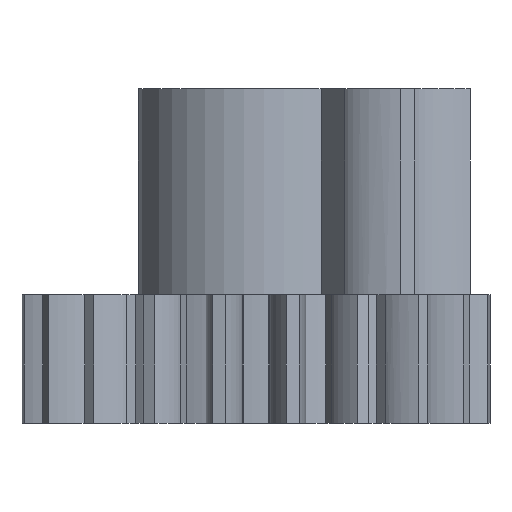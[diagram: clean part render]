
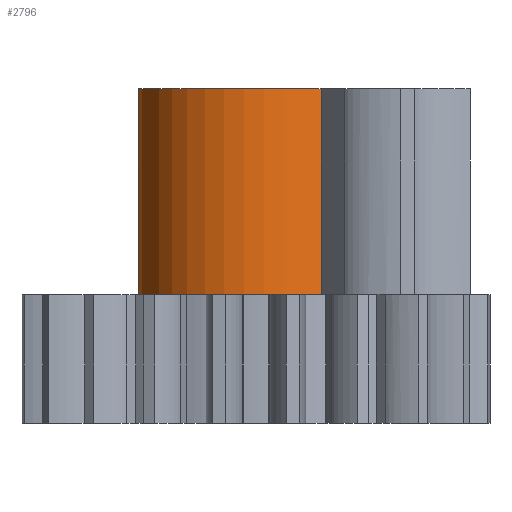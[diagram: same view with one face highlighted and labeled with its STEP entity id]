
A CAD part, left-side view. The second image highlights one B-rep face of the part: STEP entity #2796.
In plain terms, the highlighted cylindrical face has radius 6.875 mm (diameter 13.75 mm), a partial arc.
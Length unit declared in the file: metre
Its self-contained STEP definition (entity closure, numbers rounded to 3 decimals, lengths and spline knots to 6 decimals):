
#14=CYLINDRICAL_SURFACE('',#2962,0.006875);
#89=LINE('',#3965,#365);
#105=LINE('',#4364,#381);
#365=VECTOR('',#3127,1.);
#381=VECTOR('',#3149,1.);
#642=CIRCLE('',#2963,0.006875);
#643=CIRCLE('',#2964,0.006875);
#764=ORIENTED_EDGE('',*,*,#1624,.F.);
#765=ORIENTED_EDGE('',*,*,#1608,.T.);
#766=ORIENTED_EDGE('',*,*,#1625,.T.);
#767=ORIENTED_EDGE('',*,*,#1580,.F.);
#1580=EDGE_CURVE('',#2014,#2016,#89,.T.);
#1608=EDGE_CURVE('',#2034,#2035,#105,.T.);
#1624=EDGE_CURVE('',#2034,#2014,#642,.T.);
#1625=EDGE_CURVE('',#2035,#2016,#643,.T.);
#2014=VERTEX_POINT('',#3963);
#2016=VERTEX_POINT('',#3966);
#2034=VERTEX_POINT('',#4361);
#2035=VERTEX_POINT('',#4363);
#2407=EDGE_LOOP('',(#764,#765,#766,#767));
#2561=FACE_BOUND('',#2407,.T.);
#2796=ADVANCED_FACE('',(#2561),#14,.T.);
#2962=AXIS2_PLACEMENT_3D('',#4482,#3172,#3173);
#2963=AXIS2_PLACEMENT_3D('',#4483,#3174,#3175);
#2964=AXIS2_PLACEMENT_3D('',#4484,#3176,#3177);
#3127=DIRECTION('',(0.,0.,-1.));
#3149=DIRECTION('',(0.,0.,-1.));
#3172=DIRECTION('',(0.,0.,-1.));
#3173=DIRECTION('',(1.,0.,0.));
#3174=DIRECTION('',(0.,0.,1.));
#3175=DIRECTION('',(-1.,0.,0.));
#3176=DIRECTION('',(0.,0.,1.));
#3177=DIRECTION('',(-1.,0.,0.));
#3963=CARTESIAN_POINT('',(0.013014,-0.00379,0.027));
#3965=CARTESIAN_POINT('',(0.013014,-0.00379,0.03));
#3966=CARTESIAN_POINT('',(0.013014,-0.00379,0.015));
#4361=CARTESIAN_POINT('',(0.024486,-0.00379,0.027));
#4363=CARTESIAN_POINT('',(0.024486,-0.00379,0.015));
#4364=CARTESIAN_POINT('',(0.024486,-0.00379,0.03));
#4482=CARTESIAN_POINT('',(0.01875,0.,0.03));
#4483=CARTESIAN_POINT('',(0.01875,0.,0.027));
#4484=CARTESIAN_POINT('',(0.01875,0.,0.015));
